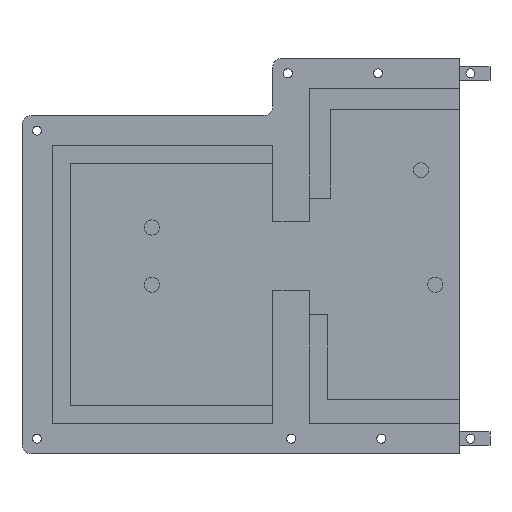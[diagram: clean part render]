
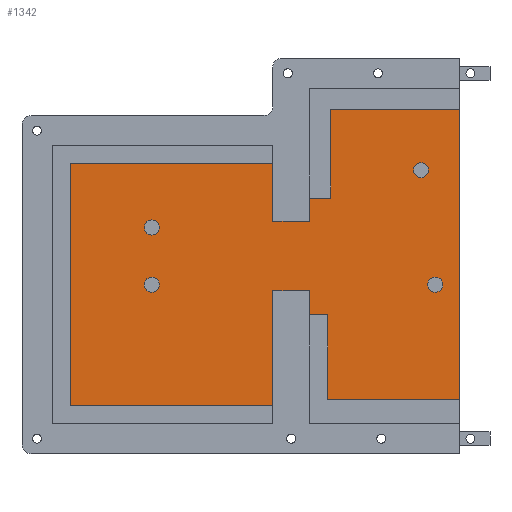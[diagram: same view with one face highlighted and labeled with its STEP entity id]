
A CAD part, top view. The second image highlights one B-rep face of the part: STEP entity #1342.
In plain terms, the highlighted planar face has unit normal (0, 0, 1).
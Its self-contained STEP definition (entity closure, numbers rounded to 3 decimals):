
#39=FACE_BOUND('',#267,.T.);
#40=FACE_BOUND('',#268,.T.);
#41=FACE_BOUND('',#269,.T.);
#42=FACE_BOUND('',#270,.T.);
#94=PLANE('',#1474);
#168=FACE_OUTER_BOUND('',#266,.T.);
#266=EDGE_LOOP('',(#1227,#1228,#1229,#1230,#1231,#1232,#1233,#1234,#1235,
#1236,#1237,#1238,#1239,#1240,#1241,#1242));
#267=EDGE_LOOP('',(#1243));
#268=EDGE_LOOP('',(#1244));
#269=EDGE_LOOP('',(#1245));
#270=EDGE_LOOP('',(#1246));
#314=LINE('',#2020,#450);
#317=LINE('',#2027,#453);
#321=LINE('',#2035,#457);
#324=LINE('',#2040,#460);
#329=LINE('',#2049,#465);
#334=LINE('',#2069,#470);
#336=LINE('',#2074,#472);
#349=LINE('',#2098,#485);
#350=LINE('',#2101,#486);
#394=LINE('',#2199,#530);
#396=LINE('',#2203,#532);
#398=LINE('',#2207,#534);
#400=LINE('',#2212,#536);
#403=LINE('',#2217,#539);
#405=LINE('',#2220,#541);
#406=LINE('',#2222,#542);
#450=VECTOR('',#1660,10.);
#453=VECTOR('',#1665,10.);
#457=VECTOR('',#1671,10.);
#460=VECTOR('',#1676,10.);
#465=VECTOR('',#1685,10.);
#470=VECTOR('',#1708,10.);
#472=VECTOR('',#1712,10.);
#485=VECTOR('',#1729,10.);
#486=VECTOR('',#1732,10.);
#530=VECTOR('',#1822,10.);
#532=VECTOR('',#1826,10.);
#534=VECTOR('',#1830,10.);
#536=VECTOR('',#1834,10.);
#539=VECTOR('',#1839,10.);
#541=VECTOR('',#1843,10.);
#542=VECTOR('',#1846,10.);
#572=CIRCLE('',#1409,2.5);
#574=CIRCLE('',#1413,2.5);
#580=CIRCLE('',#1434,2.5);
#582=CIRCLE('',#1438,2.5);
#626=VERTEX_POINT('',#1966);
#628=VERTEX_POINT('',#1973);
#642=VERTEX_POINT('',#2017);
#643=VERTEX_POINT('',#2019);
#645=VERTEX_POINT('',#2025);
#646=VERTEX_POINT('',#2026);
#649=VERTEX_POINT('',#2034);
#652=VERTEX_POINT('',#2047);
#654=VERTEX_POINT('',#2053);
#656=VERTEX_POINT('',#2060);
#658=VERTEX_POINT('',#2067);
#660=VERTEX_POINT('',#2073);
#669=VERTEX_POINT('',#2096);
#670=VERTEX_POINT('',#2100);
#701=VERTEX_POINT('',#2198);
#702=VERTEX_POINT('',#2202);
#703=VERTEX_POINT('',#2206);
#704=VERTEX_POINT('',#2210);
#705=VERTEX_POINT('',#2211);
#706=VERTEX_POINT('',#2216);
#762=EDGE_CURVE('',#626,#626,#572,.T.);
#765=EDGE_CURVE('',#628,#628,#574,.T.);
#786=EDGE_CURVE('',#642,#643,#314,.T.);
#789=EDGE_CURVE('',#645,#646,#317,.T.);
#793=EDGE_CURVE('',#646,#649,#321,.T.);
#796=EDGE_CURVE('',#642,#645,#324,.T.);
#801=EDGE_CURVE('',#652,#649,#329,.T.);
#804=EDGE_CURVE('',#654,#654,#580,.T.);
#807=EDGE_CURVE('',#656,#656,#582,.T.);
#810=EDGE_CURVE('',#658,#652,#334,.T.);
#812=EDGE_CURVE('',#643,#660,#336,.T.);
#825=EDGE_CURVE('',#658,#669,#349,.T.);
#826=EDGE_CURVE('',#670,#660,#350,.T.);
#874=EDGE_CURVE('',#701,#670,#394,.T.);
#876=EDGE_CURVE('',#702,#701,#396,.T.);
#878=EDGE_CURVE('',#703,#702,#398,.T.);
#880=EDGE_CURVE('',#704,#705,#400,.T.);
#883=EDGE_CURVE('',#706,#704,#403,.T.);
#885=EDGE_CURVE('',#669,#706,#405,.T.);
#886=EDGE_CURVE('',#705,#703,#406,.T.);
#1227=ORIENTED_EDGE('',*,*,#793,.T.);
#1228=ORIENTED_EDGE('',*,*,#801,.F.);
#1229=ORIENTED_EDGE('',*,*,#810,.F.);
#1230=ORIENTED_EDGE('',*,*,#825,.T.);
#1231=ORIENTED_EDGE('',*,*,#885,.T.);
#1232=ORIENTED_EDGE('',*,*,#883,.T.);
#1233=ORIENTED_EDGE('',*,*,#880,.T.);
#1234=ORIENTED_EDGE('',*,*,#886,.T.);
#1235=ORIENTED_EDGE('',*,*,#878,.T.);
#1236=ORIENTED_EDGE('',*,*,#876,.T.);
#1237=ORIENTED_EDGE('',*,*,#874,.T.);
#1238=ORIENTED_EDGE('',*,*,#826,.T.);
#1239=ORIENTED_EDGE('',*,*,#812,.F.);
#1240=ORIENTED_EDGE('',*,*,#786,.F.);
#1241=ORIENTED_EDGE('',*,*,#796,.T.);
#1242=ORIENTED_EDGE('',*,*,#789,.T.);
#1243=ORIENTED_EDGE('',*,*,#762,.T.);
#1244=ORIENTED_EDGE('',*,*,#765,.T.);
#1245=ORIENTED_EDGE('',*,*,#804,.T.);
#1246=ORIENTED_EDGE('',*,*,#807,.T.);
#1342=ADVANCED_FACE('',(#168,#39,#40,#41,#42),#94,.T.);
#1409=AXIS2_PLACEMENT_3D('',#1968,#1607,#1608);
#1413=AXIS2_PLACEMENT_3D('',#1975,#1616,#1617);
#1434=AXIS2_PLACEMENT_3D('',#2055,#1691,#1692);
#1438=AXIS2_PLACEMENT_3D('',#2062,#1700,#1701);
#1474=AXIS2_PLACEMENT_3D('',#2223,#1847,#1848);
#1607=DIRECTION('center_axis',(0.,0.,-1.));
#1608=DIRECTION('ref_axis',(-1.,0.,0.));
#1616=DIRECTION('center_axis',(0.,0.,-1.));
#1617=DIRECTION('ref_axis',(-1.,0.,0.));
#1660=DIRECTION('',(0.,-1.,0.));
#1665=DIRECTION('',(0.,-1.,0.));
#1671=DIRECTION('',(1.,0.,0.));
#1676=DIRECTION('',(-1.,0.,0.));
#1685=DIRECTION('',(0.,-1.,0.));
#1691=DIRECTION('center_axis',(0.,0.,-1.));
#1692=DIRECTION('ref_axis',(-1.,0.,0.));
#1700=DIRECTION('center_axis',(0.,0.,-1.));
#1701=DIRECTION('ref_axis',(-1.,0.,0.));
#1708=DIRECTION('',(-1.,0.,0.));
#1712=DIRECTION('',(1.,0.,0.));
#1729=DIRECTION('',(0.,-1.,0.));
#1732=DIRECTION('',(0.,-1.,0.));
#1822=DIRECTION('',(-1.,0.,0.));
#1826=DIRECTION('',(0.,-1.,0.));
#1830=DIRECTION('',(-1.,0.,0.));
#1834=DIRECTION('',(1.,0.,0.));
#1839=DIRECTION('',(0.,-1.,0.));
#1843=DIRECTION('',(1.,0.,0.));
#1846=DIRECTION('',(0.,1.,0.));
#1847=DIRECTION('center_axis',(0.,0.,1.));
#1848=DIRECTION('ref_axis',(1.,0.,0.));
#1966=CARTESIAN_POINT('',(-127.322,1.961,3.));
#1968=CARTESIAN_POINT('Origin',(-129.822,1.961,3.));
#1973=CARTESIAN_POINT('',(-127.322,21.011,3.));
#1975=CARTESIAN_POINT('Origin',(-129.822,21.011,3.));
#2017=CARTESIAN_POINT('',(-89.572,42.248,3.));
#2019=CARTESIAN_POINT('',(-89.572,23.054,3.));
#2020=CARTESIAN_POINT('',(-89.572,39.651,3.));
#2025=CARTESIAN_POINT('',(-157.01,42.248,3.));
#2026=CARTESIAN_POINT('',(-157.01,-38.239,3.));
#2027=CARTESIAN_POINT('',(-157.01,-13.105,3.));
#2034=CARTESIAN_POINT('',(-89.572,-38.239,3.));
#2035=CARTESIAN_POINT('',(-70.928,-38.239,3.));
#2040=CARTESIAN_POINT('',(-104.647,42.248,3.));
#2047=CARTESIAN_POINT('',(-89.572,0.005,3.));
#2049=CARTESIAN_POINT('',(-89.572,39.651,3.));
#2053=CARTESIAN_POINT('',(-32.986,2.005,3.));
#2055=CARTESIAN_POINT('Origin',(-35.486,2.005,3.));
#2060=CARTESIAN_POINT('',(-37.749,40.104,3.));
#2062=CARTESIAN_POINT('Origin',(-40.249,40.104,3.));
#2067=CARTESIAN_POINT('',(-77.285,0.005,3.));
#2069=CARTESIAN_POINT('',(-87.285,0.005,3.));
#2073=CARTESIAN_POINT('',(-77.285,23.054,3.));
#2074=CARTESIAN_POINT('',(-87.285,23.054,3.));
#2096=CARTESIAN_POINT('',(-77.285,-7.995,3.));
#2098=CARTESIAN_POINT('',(-77.285,-44.239,3.));
#2100=CARTESIAN_POINT('',(-77.285,30.798,3.));
#2101=CARTESIAN_POINT('',(-77.285,-44.239,3.));
#2198=CARTESIAN_POINT('',(-70.285,30.798,3.));
#2199=CARTESIAN_POINT('',(-70.285,30.798,3.));
#2202=CARTESIAN_POINT('',(-70.285,60.298,3.));
#2203=CARTESIAN_POINT('',(-70.285,67.298,3.));
#2206=CARTESIAN_POINT('',(-27.285,60.298,3.));
#2207=CARTESIAN_POINT('',(-70.285,60.298,3.));
#2210=CARTESIAN_POINT('',(-71.285,-36.239,3.));
#2211=CARTESIAN_POINT('',(-27.285,-36.239,3.));
#2212=CARTESIAN_POINT('',(-77.285,-36.239,3.));
#2216=CARTESIAN_POINT('',(-71.285,-7.995,3.));
#2217=CARTESIAN_POINT('',(-71.285,-36.239,3.));
#2220=CARTESIAN_POINT('',(-71.285,-7.995,3.));
#2222=CARTESIAN_POINT('',(-27.285,77.298,3.));
#2223=CARTESIAN_POINT('Origin',(-52.285,12.03,3.));
